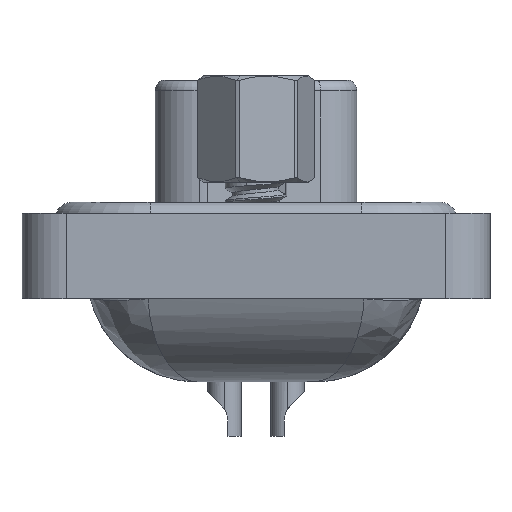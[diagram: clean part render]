
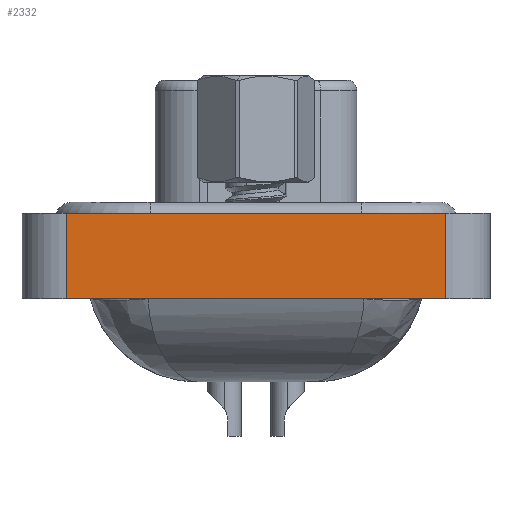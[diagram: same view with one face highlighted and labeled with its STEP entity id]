
A CAD part, left-side view. The second image highlights one B-rep face of the part: STEP entity #2332.
In plain terms, the highlighted planar face has unit normal (-1, 0, 0).
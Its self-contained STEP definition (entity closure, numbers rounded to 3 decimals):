
#169 = AXIS2_PLACEMENT_3D ( 'NONE', #12784, #3880, #16480 ) ;
#480 = VERTEX_POINT ( 'NONE', #2828 ) ;
#1193 = CARTESIAN_POINT ( 'NONE',  ( -7.35, 8.55, -3.35 ) ) ;
#1296 = CARTESIAN_POINT ( 'NONE',  ( -7.35, -8.55, 0.5 ) ) ;
#1561 = LINE ( 'NONE', #21515, #13563 ) ;
#1874 = EDGE_CURVE ( 'NONE', #11289, #2936, #10905, .T. ) ;
#2117 = ORIENTED_EDGE ( 'NONE', *, *, #1874, .T. ) ;
#2332 = ADVANCED_FACE ( 'NONE', ( #3531 ), #10766, .T. ) ;
#2828 = CARTESIAN_POINT ( 'NONE',  ( -7.35, 8.55, 0.5 ) ) ;
#2936 = VERTEX_POINT ( 'NONE', #1296 ) ;
#3531 = FACE_OUTER_BOUND ( 'NONE', #9668, .T. ) ;
#3880 = DIRECTION ( 'NONE',  ( -1., 0., 0. ) ) ;
#4778 = CARTESIAN_POINT ( 'NONE',  ( -7.35, -8.55, 0.5 ) ) ;
#5088 = VECTOR ( 'NONE', #8599, 1000. ) ;
#5500 = ORIENTED_EDGE ( 'NONE', *, *, #7558, .F. ) ;
#6318 = LINE ( 'NONE', #4778, #8383 ) ;
#7157 = ORIENTED_EDGE ( 'NONE', *, *, #14302, .T. ) ;
#7558 = EDGE_CURVE ( 'NONE', #480, #2936, #6318, .T. ) ;
#8383 = VECTOR ( 'NONE', #13561, 1000. ) ;
#8599 = DIRECTION ( 'NONE',  ( 0., -1., 0. ) ) ;
#9668 = EDGE_LOOP ( 'NONE', ( #2117, #5500, #15014, #7157 ) ) ;
#10766 = PLANE ( 'NONE',  #169 ) ;
#10905 = LINE ( 'NONE', #21506, #20229 ) ;
#11289 = VERTEX_POINT ( 'NONE', #19008 ) ;
#11498 = VERTEX_POINT ( 'NONE', #1193 ) ;
#11912 = LINE ( 'NONE', #19630, #5088 ) ;
#12784 = CARTESIAN_POINT ( 'NONE',  ( -7.35, -8.55, -3.35 ) ) ;
#13561 = DIRECTION ( 'NONE',  ( 0., -1., 0. ) ) ;
#13563 = VECTOR ( 'NONE', #21403, 1000. ) ;
#14302 = EDGE_CURVE ( 'NONE', #11498, #11289, #11912, .T. ) ;
#15014 = ORIENTED_EDGE ( 'NONE', *, *, #21612, .F. ) ;
#16480 = DIRECTION ( 'NONE',  ( 0., 0., 1. ) ) ;
#18171 = DIRECTION ( 'NONE',  ( 0., 0., 1. ) ) ;
#19008 = CARTESIAN_POINT ( 'NONE',  ( -7.35, -8.55, -3.35 ) ) ;
#19630 = CARTESIAN_POINT ( 'NONE',  ( -7.35, -8.55, -3.35 ) ) ;
#20229 = VECTOR ( 'NONE', #18171, 1000. ) ;
#21403 = DIRECTION ( 'NONE',  ( 0., 0., 1. ) ) ;
#21506 = CARTESIAN_POINT ( 'NONE',  ( -7.35, -8.55, -3.35 ) ) ;
#21515 = CARTESIAN_POINT ( 'NONE',  ( -7.35, 8.55, -3.35 ) ) ;
#21612 = EDGE_CURVE ( 'NONE', #11498, #480, #1561, .T. ) ;
